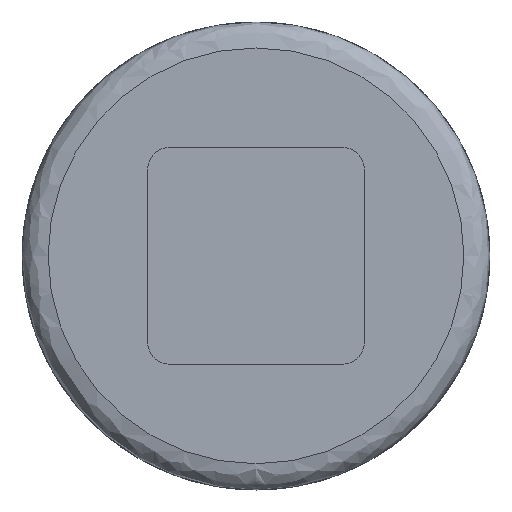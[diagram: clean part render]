
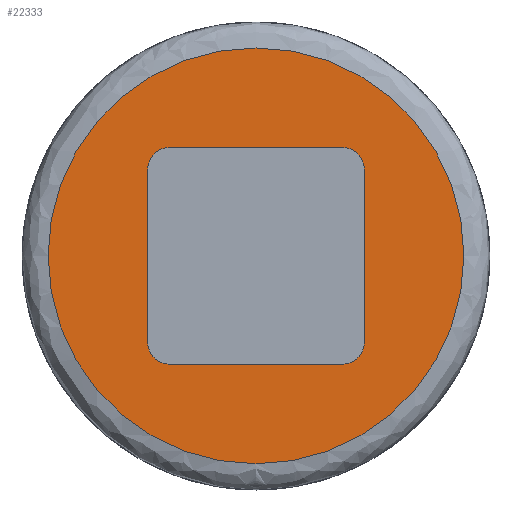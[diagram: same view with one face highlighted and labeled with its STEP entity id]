
A CAD part, top view. The second image highlights one B-rep face of the part: STEP entity #22333.
In plain terms, the highlighted planar face has unit normal (0, 0, 1).
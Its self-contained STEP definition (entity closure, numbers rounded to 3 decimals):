
#22247=CARTESIAN_POINT('',(0.,0.,60.999));
#22248=DIRECTION('',(0.,0.,1.));
#22249=DIRECTION('',(-0.,1.,-0.));
#22250=AXIS2_PLACEMENT_3D('',#22247,#22248,#22249);
#22251=PLANE('',#22250);
#22252=CARTESIAN_POINT('',(-0.,-9.6,60.999));
#22253=VERTEX_POINT('',#22252);
#22254=CARTESIAN_POINT('',(0.,0.,60.999));
#22255=DIRECTION('',(0.,0.,1.));
#22256=DIRECTION('',(0.,-1.,0.));
#22257=AXIS2_PLACEMENT_3D('',#22254,#22255,#22256);
#22258=CIRCLE('',#22257,9.6);
#22259=EDGE_CURVE('',#22253,#22253,#22258,.T.);
#22260=ORIENTED_EDGE('',*,*,#22259,.T.);
#22261=EDGE_LOOP('',(#22260));
#22262=FACE_BOUND('',#22261,.T.);
#22263=CARTESIAN_POINT('',(-5.,-4.,60.999));
#22264=VERTEX_POINT('',#22263);
#22265=CARTESIAN_POINT('',(-5.,4.,60.999));
#22266=VERTEX_POINT('',#22265);
#22267=CARTESIAN_POINT('',(-5.,-4.,60.999));
#22268=DIRECTION('',(-0.,1.,-0.));
#22269=VECTOR('',#22268,8.);
#22270=LINE('',#22267,#22269);
#22271=EDGE_CURVE('',#22264,#22266,#22270,.T.);
#22272=ORIENTED_EDGE('',*,*,#22271,.T.);
#22273=CARTESIAN_POINT('',(-4.,5.,60.999));
#22274=VERTEX_POINT('',#22273);
#22275=CARTESIAN_POINT('',(-4.,4.,60.999));
#22276=DIRECTION('',(-0.,-0.,-1.));
#22277=DIRECTION('',(0.,-1.,0.));
#22278=AXIS2_PLACEMENT_3D('',#22275,#22276,#22277);
#22279=CIRCLE('',#22278,1.);
#22280=EDGE_CURVE('',#22266,#22274,#22279,.T.);
#22281=ORIENTED_EDGE('',*,*,#22280,.T.);
#22282=CARTESIAN_POINT('',(4.,5.,60.999));
#22283=VERTEX_POINT('',#22282);
#22284=CARTESIAN_POINT('',(-4.,5.,60.999));
#22285=DIRECTION('',(1.,-0.,-0.));
#22286=VECTOR('',#22285,8.);
#22287=LINE('',#22284,#22286);
#22288=EDGE_CURVE('',#22274,#22283,#22287,.T.);
#22289=ORIENTED_EDGE('',*,*,#22288,.T.);
#22290=CARTESIAN_POINT('',(5.,4.,60.999));
#22291=VERTEX_POINT('',#22290);
#22292=CARTESIAN_POINT('',(4.,4.,60.999));
#22293=DIRECTION('',(-0.,-0.,-1.));
#22294=DIRECTION('',(0.,-1.,0.));
#22295=AXIS2_PLACEMENT_3D('',#22292,#22293,#22294);
#22296=CIRCLE('',#22295,1.);
#22297=EDGE_CURVE('',#22283,#22291,#22296,.T.);
#22298=ORIENTED_EDGE('',*,*,#22297,.T.);
#22299=CARTESIAN_POINT('',(5.,-4.,60.999));
#22300=VERTEX_POINT('',#22299);
#22301=CARTESIAN_POINT('',(5.,4.,60.999));
#22302=DIRECTION('',(0.,-1.,0.));
#22303=VECTOR('',#22302,8.);
#22304=LINE('',#22301,#22303);
#22305=EDGE_CURVE('',#22291,#22300,#22304,.T.);
#22306=ORIENTED_EDGE('',*,*,#22305,.T.);
#22307=CARTESIAN_POINT('',(4.,-5.,60.999));
#22308=VERTEX_POINT('',#22307);
#22309=CARTESIAN_POINT('',(4.,-4.,60.999));
#22310=DIRECTION('',(-0.,-0.,-1.));
#22311=DIRECTION('',(0.,-1.,0.));
#22312=AXIS2_PLACEMENT_3D('',#22309,#22310,#22311);
#22313=CIRCLE('',#22312,1.);
#22314=EDGE_CURVE('',#22300,#22308,#22313,.T.);
#22315=ORIENTED_EDGE('',*,*,#22314,.T.);
#22316=CARTESIAN_POINT('',(-4.,-5.,60.999));
#22317=VERTEX_POINT('',#22316);
#22318=CARTESIAN_POINT('',(4.,-5.,60.999));
#22319=DIRECTION('',(-1.,0.,0.));
#22320=VECTOR('',#22319,8.);
#22321=LINE('',#22318,#22320);
#22322=EDGE_CURVE('',#22308,#22317,#22321,.T.);
#22323=ORIENTED_EDGE('',*,*,#22322,.T.);
#22324=CARTESIAN_POINT('',(-4.,-4.,60.999));
#22325=DIRECTION('',(-0.,-0.,-1.));
#22326=DIRECTION('',(0.,-1.,0.));
#22327=AXIS2_PLACEMENT_3D('',#22324,#22325,#22326);
#22328=CIRCLE('',#22327,1.);
#22329=EDGE_CURVE('',#22317,#22264,#22328,.T.);
#22330=ORIENTED_EDGE('',*,*,#22329,.T.);
#22331=EDGE_LOOP('',(#22272,#22281,#22289,#22298,#22306,#22315,#22323,#22330));
#22332=FACE_BOUND('',#22331,.T.);
#22333=ADVANCED_FACE('',(#22262,#22332),#22251,.T.);
